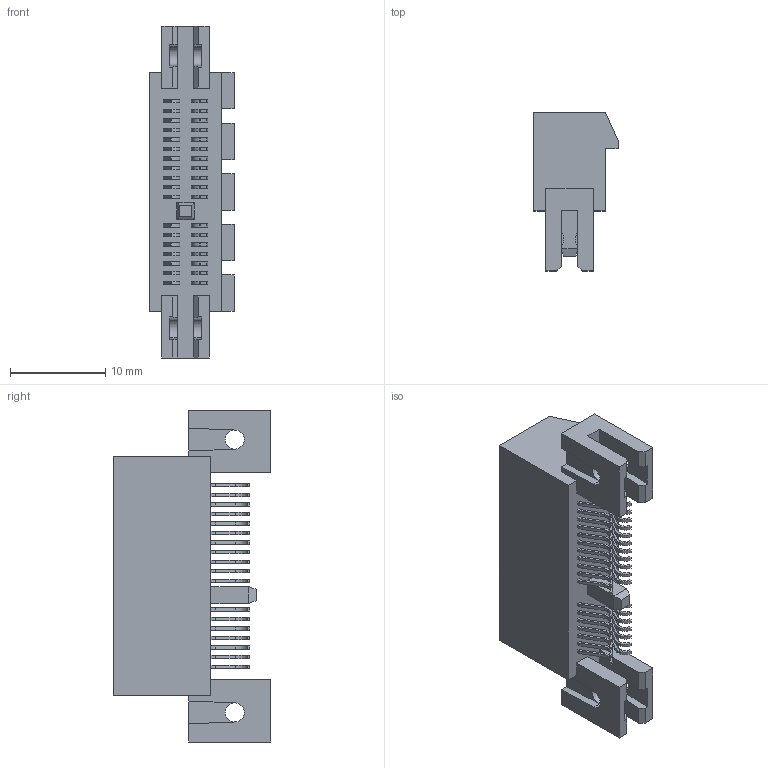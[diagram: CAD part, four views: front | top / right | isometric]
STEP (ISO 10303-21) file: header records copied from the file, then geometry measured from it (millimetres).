
FILE_DESCRIPTION (( 'STEP AP214' ), '1' );
FILE_NAME ('KPCIEX-SM3-36BK_rA5.STEP', '2016-07-21T21:08:47', ( '' ), ( '' ), 'SwSTEP 2.0', 'SolidWorks 2014', '' );
FILE_SCHEMA (( 'AUTOMOTIVE_DESIGN' ));
Length unit declared in the file: millimetre
Products named in the file (1): KPCIEX-SM3-36BK_rA5
Bounding box: 8.85 x 16.55 x 34.8 mm (x, y, z)
Volume: 2010.8 mm3; surface area: 2289.3 mm2
Topology: 1 solids, 1 shells, 501 faces, 1364 edges, 896 vertices
Faces by surface type: plane 313, cylinder 188
Entity records: 17395 total; most frequent: CARTESIAN_POINT 2762, DIRECTION 2744, ORIENTED_EDGE 2728, EDGE_CURVE 1364, LINE 988, VECTOR 988, VERTEX_POINT 896, AXIS2_PLACEMENT_3D 878
